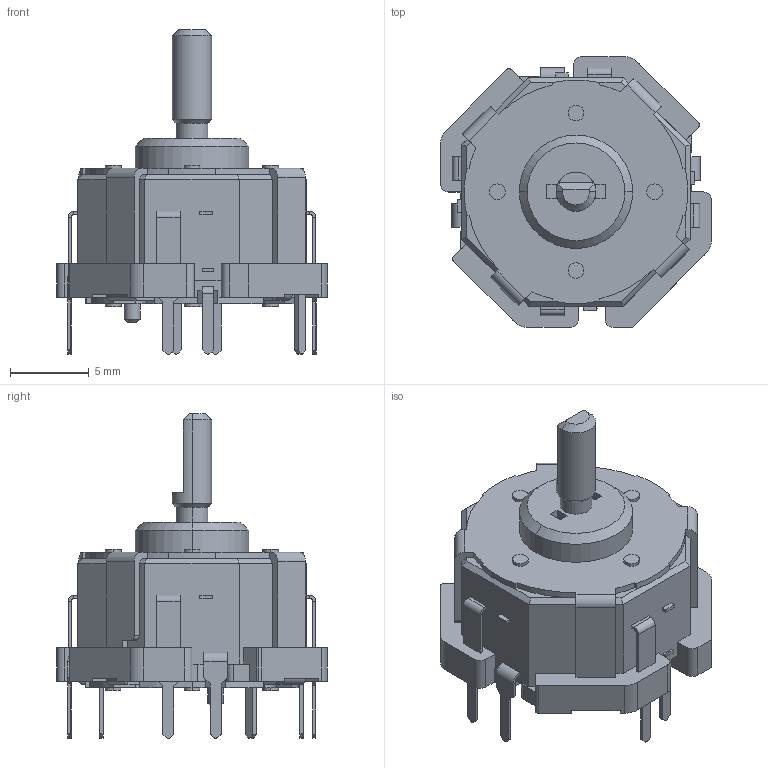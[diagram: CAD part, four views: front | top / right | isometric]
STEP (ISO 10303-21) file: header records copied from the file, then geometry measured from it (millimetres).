
FILE_DESCRIPTION (( 'STEP AP214' ), '1' );
FILE_NAME ('RKJXT1F42001.STEP', '2021-05-24T11:04:41', ( 'Admin' ), ( '' ), 'SwSTEP 2.0', 'SolidWorks 2018', '' );
FILE_SCHEMA (( 'AUTOMOTIVE_DESIGN' ));
Length unit declared in the file: millimetre
Products named in the file (1): RKJXT1F42001
Bounding box: 17.2 x 17.2 x 20.62 mm (x, y, z)
Volume: 1707.9 mm3; surface area: 1199.7 mm2
Topology: 5 solids, 5 shells, 514 faces, 1310 edges, 836 vertices
Faces by surface type: plane 375, cylinder 130, cone 9
Entity records: 16761 total; most frequent: CARTESIAN_POINT 2667, DIRECTION 2620, ORIENTED_EDGE 2620, EDGE_CURVE 1310, LINE 1026, VECTOR 1026, VERTEX_POINT 836, AXIS2_PLACEMENT_3D 797
